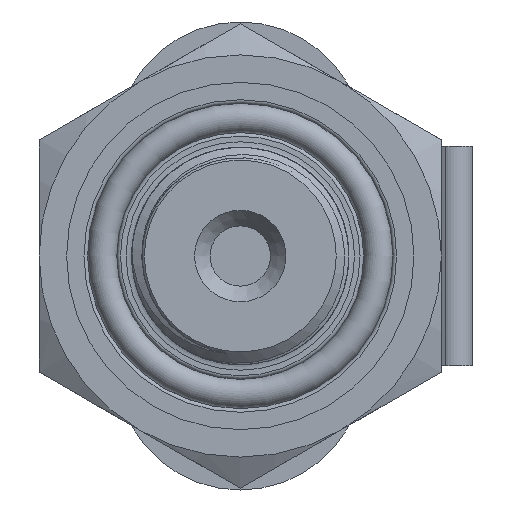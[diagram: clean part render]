
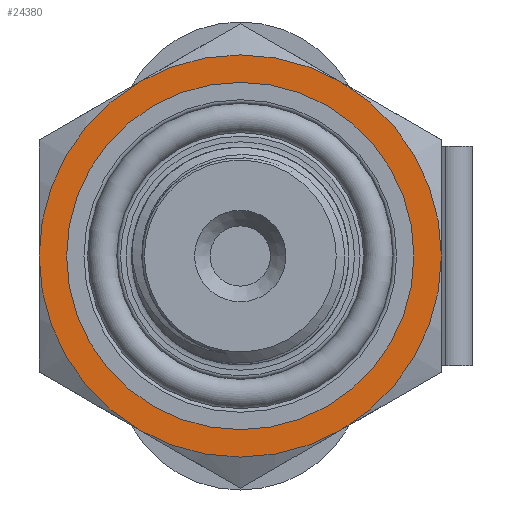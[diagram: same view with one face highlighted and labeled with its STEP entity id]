
A CAD part, left-side view. The second image highlights one B-rep face of the part: STEP entity #24380.
In plain terms, the highlighted planar face has unit normal (-1, 0, 0).
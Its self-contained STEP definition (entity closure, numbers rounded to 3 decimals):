
#497=FACE_BOUND('',#3157,.T.);
#685=PLANE('',#25633);
#1732=FACE_OUTER_BOUND('',#3156,.T.);
#3156=EDGE_LOOP('',(#18203,#18204,#18205,#18206,#18207,#18208));
#3157=EDGE_LOOP('',(#18209));
#4301=CIRCLE('',#25564,11.);
#4302=CIRCLE('',#25566,11.);
#4303=CIRCLE('',#25568,11.);
#4304=CIRCLE('',#25570,11.);
#4305=CIRCLE('',#25572,11.);
#4306=CIRCLE('',#25574,11.);
#4335=CIRCLE('',#25632,9.5);
#10691=VERTEX_POINT('',#42746);
#10692=VERTEX_POINT('',#42750);
#10694=VERTEX_POINT('',#42757);
#10696=VERTEX_POINT('',#42767);
#10698=VERTEX_POINT('',#42780);
#10700=VERTEX_POINT('',#42790);
#10732=VERTEX_POINT('',#44319);
#13429=EDGE_CURVE('',#10691,#10692,#4301,.T.);
#13432=EDGE_CURVE('',#10694,#10691,#4302,.T.);
#13435=EDGE_CURVE('',#10696,#10694,#4303,.T.);
#13437=EDGE_CURVE('',#10698,#10696,#4304,.T.);
#13440=EDGE_CURVE('',#10700,#10698,#4305,.T.);
#13443=EDGE_CURVE('',#10692,#10700,#4306,.T.);
#13501=EDGE_CURVE('',#10732,#10732,#4335,.T.);
#18203=ORIENTED_EDGE('',*,*,#13443,.T.);
#18204=ORIENTED_EDGE('',*,*,#13440,.T.);
#18205=ORIENTED_EDGE('',*,*,#13437,.T.);
#18206=ORIENTED_EDGE('',*,*,#13435,.T.);
#18207=ORIENTED_EDGE('',*,*,#13432,.T.);
#18208=ORIENTED_EDGE('',*,*,#13429,.T.);
#18209=ORIENTED_EDGE('',*,*,#13501,.T.);
#24380=ADVANCED_FACE('',(#1732,#497),#685,.T.);
#25564=AXIS2_PLACEMENT_3D('',#42754,#27814,#27815);
#25566=AXIS2_PLACEMENT_3D('',#42764,#27818,#27819);
#25568=AXIS2_PLACEMENT_3D('',#42774,#27822,#27823);
#25570=AXIS2_PLACEMENT_3D('',#42781,#27826,#27827);
#25572=AXIS2_PLACEMENT_3D('',#42791,#27830,#27831);
#25574=AXIS2_PLACEMENT_3D('',#42800,#27834,#27835);
#25632=AXIS2_PLACEMENT_3D('',#44320,#27960,#27961);
#25633=AXIS2_PLACEMENT_3D('',#44322,#27963,#27964);
#27814=DIRECTION('center_axis',(-1.,0.,0.));
#27815=DIRECTION('ref_axis',(0.,1.,0.));
#27818=DIRECTION('center_axis',(-1.,0.,0.));
#27819=DIRECTION('ref_axis',(0.,1.,0.));
#27822=DIRECTION('center_axis',(-1.,0.,0.));
#27823=DIRECTION('ref_axis',(0.,1.,0.));
#27826=DIRECTION('center_axis',(-1.,0.,0.));
#27827=DIRECTION('ref_axis',(0.,1.,0.));
#27830=DIRECTION('center_axis',(-1.,0.,0.));
#27831=DIRECTION('ref_axis',(0.,1.,0.));
#27834=DIRECTION('center_axis',(-1.,0.,0.));
#27835=DIRECTION('ref_axis',(0.,1.,0.));
#27960=DIRECTION('center_axis',(1.,0.,0.));
#27961=DIRECTION('ref_axis',(0.,0.,-1.));
#27963=DIRECTION('center_axis',(-1.,0.,0.));
#27964=DIRECTION('ref_axis',(0.,0.,1.));
#42746=CARTESIAN_POINT('',(-36.6,5.5,9.526));
#42750=CARTESIAN_POINT('',(-36.6,11.,0.));
#42754=CARTESIAN_POINT('Origin',(-36.6,0.,0.));
#42757=CARTESIAN_POINT('',(-36.6,-5.5,9.526));
#42764=CARTESIAN_POINT('Origin',(-36.6,0.,0.));
#42767=CARTESIAN_POINT('',(-36.6,-11.,0.));
#42774=CARTESIAN_POINT('Origin',(-36.6,0.,0.));
#42780=CARTESIAN_POINT('',(-36.6,-5.5,-9.526));
#42781=CARTESIAN_POINT('Origin',(-36.6,0.,0.));
#42790=CARTESIAN_POINT('',(-36.6,5.5,-9.526));
#42791=CARTESIAN_POINT('Origin',(-36.6,0.,0.));
#42800=CARTESIAN_POINT('Origin',(-36.6,0.,0.));
#44319=CARTESIAN_POINT('',(-36.6,-9.5,0.));
#44320=CARTESIAN_POINT('Origin',(-36.6,0.,0.));
#44322=CARTESIAN_POINT('Origin',(-36.6,11.,0.));
